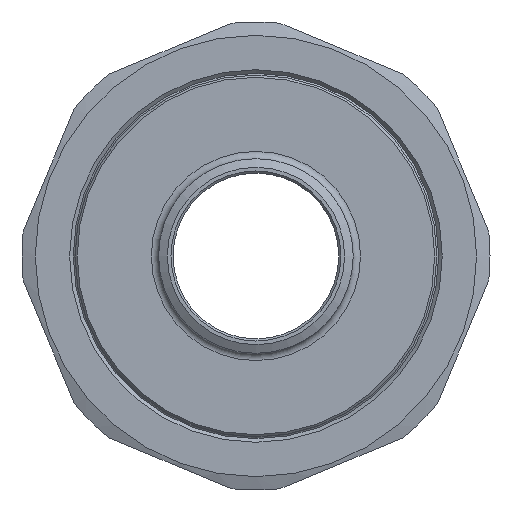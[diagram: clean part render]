
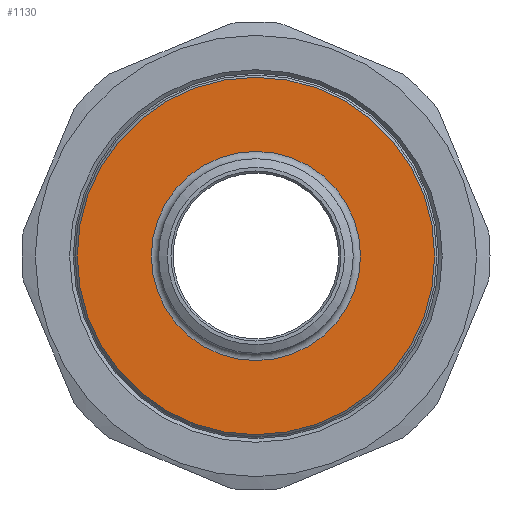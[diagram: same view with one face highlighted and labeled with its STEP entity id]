
A CAD part, left-side view. The second image highlights one B-rep face of the part: STEP entity #1130.
In plain terms, the highlighted planar face has unit normal (-1, 0, 0).
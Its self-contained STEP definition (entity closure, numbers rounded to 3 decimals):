
#46=FACE_BOUND('',#253,.T.);
#117=PLANE('',#1342);
#174=FACE_OUTER_BOUND('',#252,.T.);
#252=EDGE_LOOP('',(#990));
#253=EDGE_LOOP('',(#991));
#438=CIRCLE('',#1341,24.7);
#439=CIRCLE('',#1343,14.45);
#549=VERTEX_POINT('',#2085);
#550=VERTEX_POINT('',#2089);
#700=EDGE_CURVE('',#549,#549,#438,.T.);
#701=EDGE_CURVE('',#550,#550,#439,.T.);
#990=ORIENTED_EDGE('',*,*,#700,.F.);
#991=ORIENTED_EDGE('',*,*,#701,.F.);
#1130=ADVANCED_FACE('',(#174,#46),#117,.T.);
#1341=AXIS2_PLACEMENT_3D('',#2087,#1677,#1678);
#1342=AXIS2_PLACEMENT_3D('',#2088,#1679,#1680);
#1343=AXIS2_PLACEMENT_3D('',#2090,#1681,#1682);
#1677=DIRECTION('center_axis',(1.,0.,0.));
#1678=DIRECTION('ref_axis',(0.,-1.,0.));
#1679=DIRECTION('center_axis',(-1.,0.,0.));
#1680=DIRECTION('ref_axis',(0.,0.,1.));
#1681=DIRECTION('center_axis',(-1.,0.,0.));
#1682=DIRECTION('ref_axis',(0.,-1.,0.));
#2085=CARTESIAN_POINT('',(-21.,24.7,0.));
#2087=CARTESIAN_POINT('Origin',(-21.,0.,0.));
#2088=CARTESIAN_POINT('Origin',(-21.,25.,0.));
#2089=CARTESIAN_POINT('',(-21.,0.,14.45));
#2090=CARTESIAN_POINT('Origin',(-21.,0.,0.));
